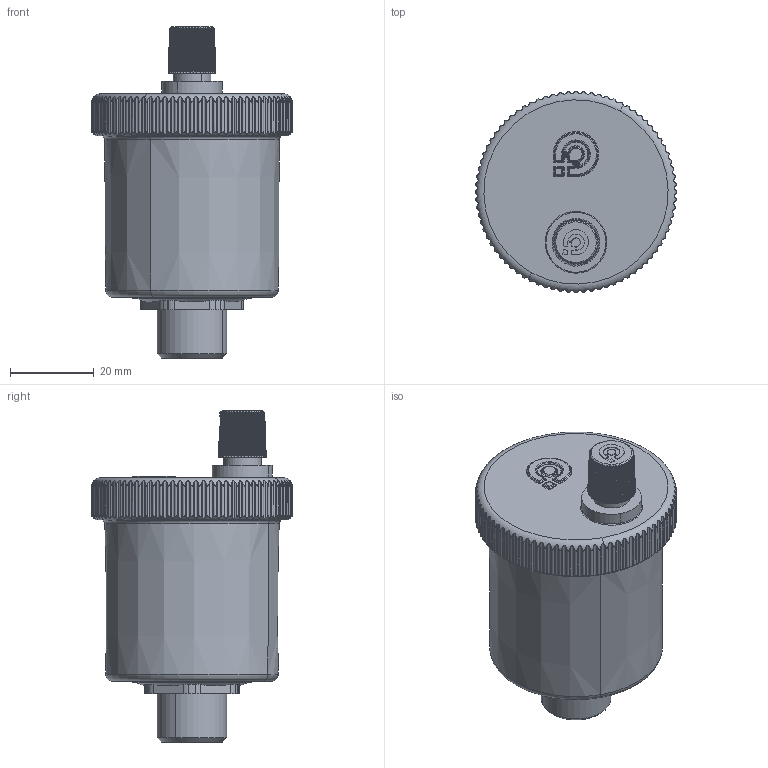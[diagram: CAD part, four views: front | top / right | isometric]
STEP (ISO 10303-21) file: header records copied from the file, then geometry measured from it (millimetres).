
FILE_DESCRIPTION(('CATIA V5 STEP Exchange'),'2;1');
FILE_NAME('502030_AllCATPart.stp','2016-05-03T07:27:05+00:00',('none'),('none'),'CATIA Version 5-6 Release 2014 SP5','CATIA V5 STEP AP203','none');
FILE_SCHEMA(('CONFIG_CONTROL_DESIGN'));
Length unit declared in the file: millimetre
Products named in the file (1): 502030_AllCATPart
Bounding box: 47.9 x 47.9 x 79.1 mm (x, y, z)
Volume: 74613.3 mm3; surface area: 11397.6 mm2
Topology: 1 solids, 1 shells, 778 faces, 2276 edges, 1499 vertices
Faces by surface type: plane 317, cylinder 239, extrusion 147, bspline 29, cone 19, torus 18, sphere 9
Entity records: 31784 total; most frequent: CARTESIAN_POINT 13791, ORIENTED_EDGE 4526, DIRECTION 2357, EDGE_CURVE 2263, VERTEX_POINT 1499, B_SPLINE_CURVE_WITH_KNOTS 1326, VECTOR 944, AXIS2_PLACEMENT_3D 851
